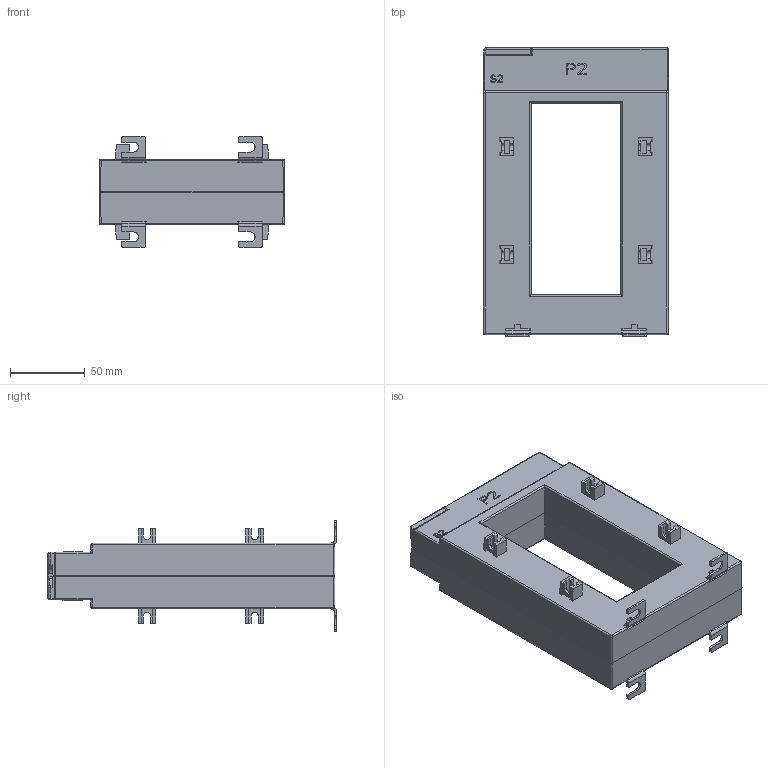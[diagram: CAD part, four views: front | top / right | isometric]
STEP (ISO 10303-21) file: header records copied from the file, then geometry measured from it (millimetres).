
FILE_DESCRIPTION((''),'2;1');
FILE_NAME('TA_600','2017-10-23T',('bcollados'),(''),'CREO PARAMETRIC BY PTC INC, 2015290','CREO PARAMETRIC BY PTC INC, 2015290','');
FILE_SCHEMA(('AUTOMOTIVE_DESIGN { 1 0 10303 214 1 1 1 1 }'));
Length unit declared in the file: metre
Products named in the file (1): TA_600
Bounding box: 124 x 193.42 x 74 mm (x, y, z)
Surface area: 152969.6 mm2 (no closed solid volume)
Topology: 0 solids, 8 shells, 733 faces, 2177 edges, 1432 vertices
Faces by surface type: plane 587, cylinder 126, sphere 14, bspline 4, torus 2
Entity records: 30930 total; most frequent: CARTESIAN_POINT 4688, ORIENTED_EDGE 4102, DIRECTION 3799, EDGE_CURVE 2163, VECTOR 1897, LINE 1897, COLOUR_RGB 1576, VERTEX_POINT 1432
